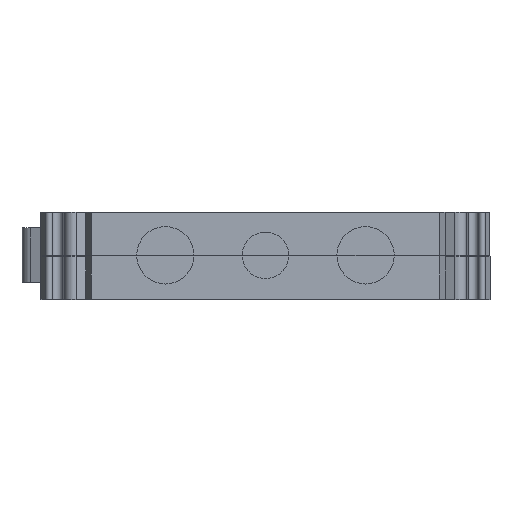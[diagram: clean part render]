
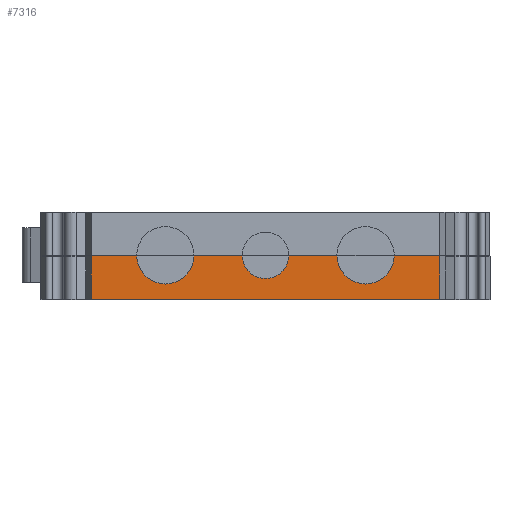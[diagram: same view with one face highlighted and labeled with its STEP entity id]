
A CAD part, top view. The second image highlights one B-rep face of the part: STEP entity #7316.
In plain terms, the highlighted planar face has unit normal (0, 0, 1).
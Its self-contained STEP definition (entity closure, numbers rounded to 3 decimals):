
#202=CIRCLE('',#7696,2.65);
#203=CIRCLE('',#7697,2.15);
#204=CIRCLE('',#7698,2.65);
#1532=ORIENTED_EDGE('',*,*,#1984,.T.);
#1533=ORIENTED_EDGE('',*,*,#2563,.T.);
#1534=ORIENTED_EDGE('',*,*,#1980,.T.);
#1535=ORIENTED_EDGE('',*,*,#2564,.T.);
#1536=ORIENTED_EDGE('',*,*,#1976,.T.);
#1537=ORIENTED_EDGE('',*,*,#2565,.T.);
#1538=ORIENTED_EDGE('',*,*,#1972,.T.);
#1539=ORIENTED_EDGE('',*,*,#2528,.T.);
#1540=ORIENTED_EDGE('',*,*,#2510,.F.);
#1541=ORIENTED_EDGE('',*,*,#2508,.F.);
#1972=EDGE_CURVE('',#2750,#2749,#3266,.T.);
#1976=EDGE_CURVE('',#2754,#2753,#3270,.T.);
#1980=EDGE_CURVE('',#2758,#2757,#3274,.T.);
#1984=EDGE_CURVE('',#2762,#2761,#3278,.T.);
#2508=EDGE_CURVE('',#2762,#3129,#3677,.T.);
#2510=EDGE_CURVE('',#3129,#3130,#3679,.T.);
#2528=EDGE_CURVE('',#2749,#3130,#3691,.T.);
#2563=EDGE_CURVE('',#2761,#2758,#202,.F.);
#2564=EDGE_CURVE('',#2757,#2754,#203,.F.);
#2565=EDGE_CURVE('',#2753,#2750,#204,.F.);
#2749=VERTEX_POINT('',#9414);
#2750=VERTEX_POINT('',#9416);
#2753=VERTEX_POINT('',#9422);
#2754=VERTEX_POINT('',#9424);
#2757=VERTEX_POINT('',#9430);
#2758=VERTEX_POINT('',#9432);
#2761=VERTEX_POINT('',#9438);
#2762=VERTEX_POINT('',#9440);
#3129=VERTEX_POINT('',#10840);
#3130=VERTEX_POINT('',#10844);
#3266=LINE('',#9415,#3880);
#3270=LINE('',#9423,#3884);
#3274=LINE('',#9431,#3888);
#3278=LINE('',#9439,#3892);
#3677=LINE('',#10839,#4291);
#3679=LINE('',#10843,#4293);
#3691=LINE('',#10877,#4305);
#3880=VECTOR('',#7953,1000.);
#3884=VECTOR('',#7957,1000.);
#3888=VECTOR('',#7961,1000.);
#3892=VECTOR('',#7965,1000.);
#4291=VECTOR('',#8784,1000.);
#4293=VECTOR('',#8788,1000.);
#4305=VECTOR('',#8818,1000.);
#4650=EDGE_LOOP('',(#1532,#1533,#1534,#1535,#1536,#1537,#1538,#1539,#1540,
#1541));
#4960=FACE_BOUND('',#4650,.T.);
#5163=PLANE('',#7695);
#7316=ADVANCED_FACE('',(#4960),#5163,.T.);
#7695=AXIS2_PLACEMENT_3D('',#10950,#8932,#8933);
#7696=AXIS2_PLACEMENT_3D('',#10951,#8934,#8935);
#7697=AXIS2_PLACEMENT_3D('',#10952,#8936,#8937);
#7698=AXIS2_PLACEMENT_3D('',#10953,#8938,#8939);
#7953=DIRECTION('',(-1.,0.,0.));
#7957=DIRECTION('',(-1.,0.,0.));
#7961=DIRECTION('',(-1.,0.,0.));
#7965=DIRECTION('',(-1.,0.,0.));
#8784=DIRECTION('',(0.,-1.,0.));
#8788=DIRECTION('',(-1.,0.,0.));
#8818=DIRECTION('',(0.,-1.,0.));
#8932=DIRECTION('',(0.,0.,1.));
#8933=DIRECTION('',(-1.,0.,0.));
#8934=DIRECTION('',(0.,0.,1.));
#8935=DIRECTION('',(1.,0.,0.));
#8936=DIRECTION('',(0.,0.,1.));
#8937=DIRECTION('',(1.,0.,0.));
#8938=DIRECTION('',(0.,0.,1.));
#8939=DIRECTION('',(1.,0.,0.));
#9414=CARTESIAN_POINT('',(-14.717,-4.05,24.778));
#9415=CARTESIAN_POINT('',(24.875,-4.05,24.778));
#9416=CARTESIAN_POINT('',(-10.525,-4.05,24.778));
#9422=CARTESIAN_POINT('',(-5.225,-4.05,24.778));
#9423=CARTESIAN_POINT('',(24.875,-4.05,24.778));
#9424=CARTESIAN_POINT('',(-0.774,-4.05,24.778));
#9430=CARTESIAN_POINT('',(3.524,-4.05,24.778));
#9431=CARTESIAN_POINT('',(24.875,-4.05,24.778));
#9432=CARTESIAN_POINT('',(7.975,-4.05,24.778));
#9438=CARTESIAN_POINT('',(13.275,-4.05,24.778));
#9439=CARTESIAN_POINT('',(24.875,-4.05,24.778));
#9440=CARTESIAN_POINT('',(17.467,-4.05,24.778));
#10839=CARTESIAN_POINT('',(17.467,-0.05,24.778));
#10840=CARTESIAN_POINT('',(17.467,-8.05,24.778));
#10843=CARTESIAN_POINT('',(-14.717,-8.05,24.778));
#10844=CARTESIAN_POINT('',(-14.717,-8.05,24.778));
#10877=CARTESIAN_POINT('',(-14.717,-0.05,24.778));
#10950=CARTESIAN_POINT('',(17.467,-0.05,24.778));
#10951=CARTESIAN_POINT('',(10.625,-4.,24.778));
#10952=CARTESIAN_POINT('',(1.375,-4.,24.778));
#10953=CARTESIAN_POINT('',(-7.875,-4.,24.778));
